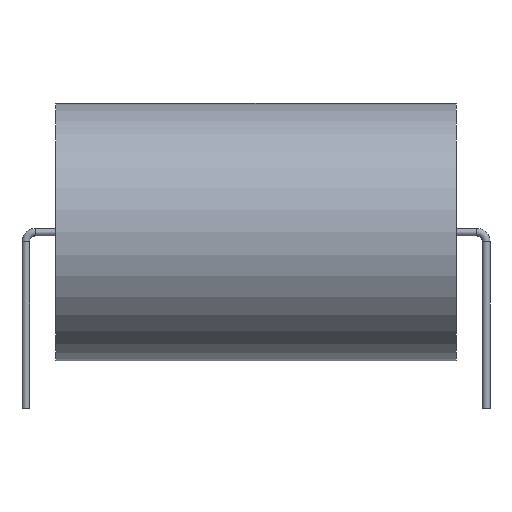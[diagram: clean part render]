
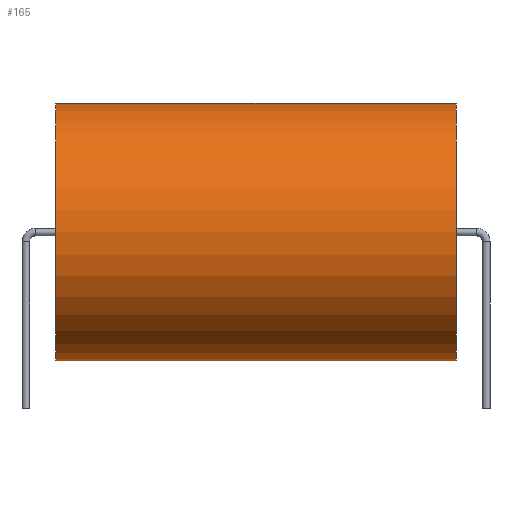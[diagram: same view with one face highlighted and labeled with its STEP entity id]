
A CAD part, front view. The second image highlights one B-rep face of the part: STEP entity #165.
In plain terms, the highlighted cylindrical face has radius 13.5 mm (diameter 27 mm), a full revolution.
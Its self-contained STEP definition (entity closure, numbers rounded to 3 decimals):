
#32=FACE_BOUND($,#62,.T.);
#43=FACE_OUTER_BOUND($,#61,.T.);
#61=EDGE_LOOP($,(#131));
#62=EDGE_LOOP($,(#132));
#89=CIRCLE($,#194,13.5);
#90=CIRCLE($,#195,13.5);
#103=VERTEX_POINT($,#292);
#104=VERTEX_POINT($,#294);
#117=EDGE_CURVE($,#103,#103,#89,.T.);
#118=EDGE_CURVE($,#104,#104,#90,.T.);
#131=ORIENTED_EDGE($,*,*,#117,.F.);
#132=ORIENTED_EDGE($,*,*,#118,.F.);
#158=CYLINDRICAL_SURFACE($,#193,13.5);
#165=ADVANCED_FACE($,(#43,#32),#158,.T.);
#193=AXIS2_PLACEMENT_3D($,#291,#229,#230);
#194=AXIS2_PLACEMENT_3D($,#293,#231,#232);
#195=AXIS2_PLACEMENT_3D($,#295,#233,#234);
#229=DIRECTION('center_axis',(1.,0.,0.));
#230=DIRECTION('ref_axis',(0.,1.,0.));
#231=DIRECTION('center_axis',(1.,0.,0.));
#232=DIRECTION('ref_axis',(0.,1.,0.));
#233=DIRECTION('center_axis',(-1.,0.,0.));
#234=DIRECTION('ref_axis',(0.,1.,0.));
#291=CARTESIAN_POINT('Origin',(-21.,0.,13.5));
#292=CARTESIAN_POINT('',(21.,-13.5,13.5));
#293=CARTESIAN_POINT('Origin',(21.,0.,13.5));
#294=CARTESIAN_POINT('',(-21.,-13.5,13.5));
#295=CARTESIAN_POINT('Origin',(-21.,0.,13.5));
